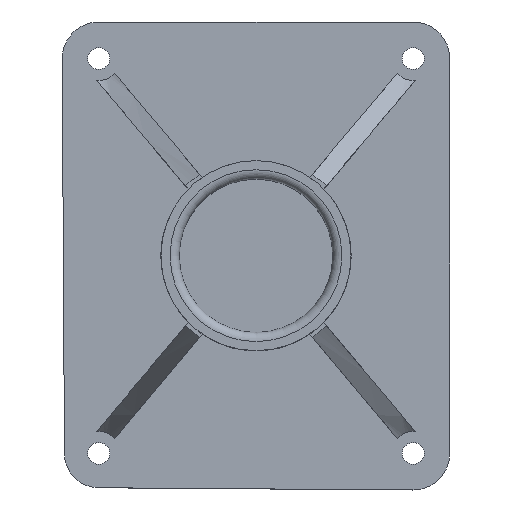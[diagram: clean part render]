
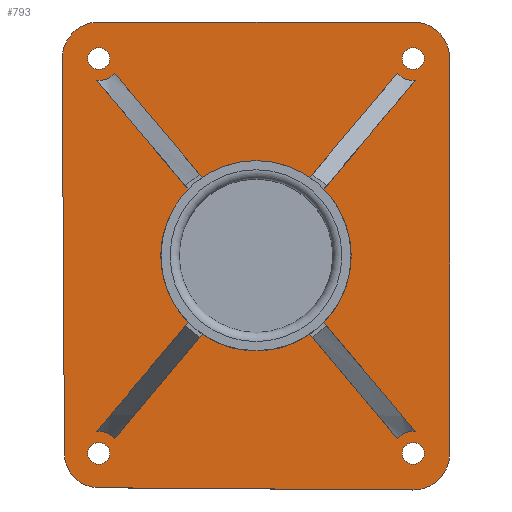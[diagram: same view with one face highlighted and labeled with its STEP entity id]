
A CAD part, top view. The second image highlights one B-rep face of the part: STEP entity #793.
In plain terms, the highlighted planar face has unit normal (0, 0, 1).
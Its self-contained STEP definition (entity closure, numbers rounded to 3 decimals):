
#36=PLANE('',#874);
#50=FACE_BOUND('',#268,.T.);
#51=FACE_BOUND('',#269,.T.);
#52=FACE_BOUND('',#270,.T.);
#53=FACE_BOUND('',#271,.T.);
#54=FACE_BOUND('',#272,.T.);
#74=LINE('',#1330,#132);
#79=LINE('',#1357,#137);
#84=LINE('',#1383,#142);
#89=LINE('',#1410,#147);
#95=LINE('',#1423,#153);
#102=LINE('',#1449,#160);
#103=LINE('',#1456,#161);
#104=LINE('',#1460,#162);
#105=LINE('',#1464,#163);
#106=LINE('',#1467,#164);
#107=LINE('',#1468,#165);
#108=LINE('',#1469,#166);
#132=VECTOR('',#944,10.);
#137=VECTOR('',#961,10.);
#142=VECTOR('',#978,10.);
#147=VECTOR('',#995,10.);
#153=VECTOR('',#1007,10.);
#160=VECTOR('',#1038,10.);
#161=VECTOR('',#1045,10.);
#162=VECTOR('',#1048,10.);
#163=VECTOR('',#1051,10.);
#164=VECTOR('',#1054,10.);
#165=VECTOR('',#1055,10.);
#166=VECTOR('',#1056,10.);
#223=FACE_OUTER_BOUND('',#267,.T.);
#267=EDGE_LOOP('',(#662,#663,#664,#665,#666,#667,#668,#669));
#268=EDGE_LOOP('',(#670,#671,#672,#673,#674,#675,#676,#677,#678,#679,#680,
#681,#682,#683,#684,#685,#686));
#269=EDGE_LOOP('',(#687));
#270=EDGE_LOOP('',(#688));
#271=EDGE_LOOP('',(#689));
#272=EDGE_LOOP('',(#690));
#302=CIRCLE('',#841,6.);
#305=CIRCLE('',#847,6.);
#308=CIRCLE('',#853,6.);
#311=CIRCLE('',#859,6.);
#313=CIRCLE('',#864,26.);
#315=CIRCLE('',#866,26.);
#316=CIRCLE('',#867,26.);
#318=CIRCLE('',#869,26.);
#320=CIRCLE('',#871,26.);
#321=CIRCLE('',#875,10.);
#322=CIRCLE('',#876,9.396);
#323=CIRCLE('',#877,10.);
#324=CIRCLE('',#878,10.);
#325=CIRCLE('',#879,3.);
#326=CIRCLE('',#880,3.);
#327=CIRCLE('',#881,3.);
#328=CIRCLE('',#882,3.);
#355=VERTEX_POINT('',#1327);
#356=VERTEX_POINT('',#1329);
#358=VERTEX_POINT('',#1335);
#363=VERTEX_POINT('',#1354);
#364=VERTEX_POINT('',#1356);
#366=VERTEX_POINT('',#1362);
#371=VERTEX_POINT('',#1380);
#372=VERTEX_POINT('',#1382);
#374=VERTEX_POINT('',#1388);
#379=VERTEX_POINT('',#1407);
#380=VERTEX_POINT('',#1409);
#382=VERTEX_POINT('',#1415);
#384=VERTEX_POINT('',#1421);
#385=VERTEX_POINT('',#1428);
#386=VERTEX_POINT('',#1430);
#388=VERTEX_POINT('',#1436);
#390=VERTEX_POINT('',#1441);
#392=VERTEX_POINT('',#1452);
#393=VERTEX_POINT('',#1453);
#394=VERTEX_POINT('',#1455);
#395=VERTEX_POINT('',#1457);
#396=VERTEX_POINT('',#1459);
#397=VERTEX_POINT('',#1461);
#398=VERTEX_POINT('',#1463);
#399=VERTEX_POINT('',#1465);
#400=VERTEX_POINT('',#1470);
#401=VERTEX_POINT('',#1472);
#402=VERTEX_POINT('',#1474);
#403=VERTEX_POINT('',#1476);
#440=EDGE_CURVE('',#356,#355,#74,.T.);
#444=EDGE_CURVE('',#355,#358,#302,.T.);
#450=EDGE_CURVE('',#364,#363,#79,.T.);
#454=EDGE_CURVE('',#363,#366,#305,.T.);
#460=EDGE_CURVE('',#372,#371,#84,.T.);
#464=EDGE_CURVE('',#371,#374,#308,.T.);
#470=EDGE_CURVE('',#380,#379,#89,.T.);
#474=EDGE_CURVE('',#379,#382,#311,.T.);
#477=EDGE_CURVE('',#358,#384,#95,.T.);
#481=EDGE_CURVE('',#386,#385,#313,.T.);
#484=EDGE_CURVE('',#384,#364,#315,.T.);
#485=EDGE_CURVE('',#388,#356,#316,.T.);
#488=EDGE_CURVE('',#390,#380,#318,.T.);
#491=EDGE_CURVE('',#385,#372,#320,.T.);
#493=EDGE_CURVE('',#366,#386,#102,.T.);
#494=EDGE_CURVE('',#392,#393,#321,.T.);
#495=EDGE_CURVE('',#393,#394,#103,.T.);
#496=EDGE_CURVE('',#394,#395,#322,.T.);
#497=EDGE_CURVE('',#395,#396,#104,.T.);
#498=EDGE_CURVE('',#396,#397,#323,.T.);
#499=EDGE_CURVE('',#397,#398,#105,.T.);
#500=EDGE_CURVE('',#398,#399,#324,.T.);
#501=EDGE_CURVE('',#399,#392,#106,.T.);
#502=EDGE_CURVE('',#374,#390,#107,.T.);
#503=EDGE_CURVE('',#382,#388,#108,.T.);
#504=EDGE_CURVE('',#400,#400,#325,.T.);
#505=EDGE_CURVE('',#401,#401,#326,.T.);
#506=EDGE_CURVE('',#402,#402,#327,.T.);
#507=EDGE_CURVE('',#403,#403,#328,.T.);
#662=ORIENTED_EDGE('',*,*,#494,.T.);
#663=ORIENTED_EDGE('',*,*,#495,.T.);
#664=ORIENTED_EDGE('',*,*,#496,.T.);
#665=ORIENTED_EDGE('',*,*,#497,.T.);
#666=ORIENTED_EDGE('',*,*,#498,.T.);
#667=ORIENTED_EDGE('',*,*,#499,.T.);
#668=ORIENTED_EDGE('',*,*,#500,.T.);
#669=ORIENTED_EDGE('',*,*,#501,.T.);
#670=ORIENTED_EDGE('',*,*,#477,.T.);
#671=ORIENTED_EDGE('',*,*,#484,.T.);
#672=ORIENTED_EDGE('',*,*,#450,.T.);
#673=ORIENTED_EDGE('',*,*,#454,.T.);
#674=ORIENTED_EDGE('',*,*,#493,.T.);
#675=ORIENTED_EDGE('',*,*,#481,.T.);
#676=ORIENTED_EDGE('',*,*,#491,.T.);
#677=ORIENTED_EDGE('',*,*,#460,.T.);
#678=ORIENTED_EDGE('',*,*,#464,.T.);
#679=ORIENTED_EDGE('',*,*,#502,.T.);
#680=ORIENTED_EDGE('',*,*,#488,.T.);
#681=ORIENTED_EDGE('',*,*,#470,.T.);
#682=ORIENTED_EDGE('',*,*,#474,.T.);
#683=ORIENTED_EDGE('',*,*,#503,.T.);
#684=ORIENTED_EDGE('',*,*,#485,.T.);
#685=ORIENTED_EDGE('',*,*,#440,.T.);
#686=ORIENTED_EDGE('',*,*,#444,.T.);
#687=ORIENTED_EDGE('',*,*,#504,.T.);
#688=ORIENTED_EDGE('',*,*,#505,.T.);
#689=ORIENTED_EDGE('',*,*,#506,.T.);
#690=ORIENTED_EDGE('',*,*,#507,.T.);
#793=ADVANCED_FACE('',(#223,#50,#51,#52,#53,#54),#36,.T.);
#841=AXIS2_PLACEMENT_3D('',#1337,#950,#951);
#847=AXIS2_PLACEMENT_3D('',#1364,#967,#968);
#853=AXIS2_PLACEMENT_3D('',#1390,#984,#985);
#859=AXIS2_PLACEMENT_3D('',#1417,#1001,#1002);
#864=AXIS2_PLACEMENT_3D('',#1431,#1016,#1017);
#866=AXIS2_PLACEMENT_3D('',#1435,#1021,#1022);
#867=AXIS2_PLACEMENT_3D('',#1437,#1023,#1024);
#869=AXIS2_PLACEMENT_3D('',#1442,#1028,#1029);
#871=AXIS2_PLACEMENT_3D('',#1446,#1033,#1034);
#874=AXIS2_PLACEMENT_3D('',#1451,#1041,#1042);
#875=AXIS2_PLACEMENT_3D('',#1454,#1043,#1044);
#876=AXIS2_PLACEMENT_3D('',#1458,#1046,#1047);
#877=AXIS2_PLACEMENT_3D('',#1462,#1049,#1050);
#878=AXIS2_PLACEMENT_3D('',#1466,#1052,#1053);
#879=AXIS2_PLACEMENT_3D('',#1471,#1057,#1058);
#880=AXIS2_PLACEMENT_3D('',#1473,#1059,#1060);
#881=AXIS2_PLACEMENT_3D('',#1475,#1061,#1062);
#882=AXIS2_PLACEMENT_3D('',#1477,#1063,#1064);
#944=DIRECTION('',(-0.643,0.766,0.));
#950=DIRECTION('center_axis',(0.,0.,1.));
#951=DIRECTION('ref_axis',(-0.094,-0.996,0.));
#961=DIRECTION('',(0.643,0.766,0.));
#967=DIRECTION('center_axis',(0.,0.,1.));
#968=DIRECTION('ref_axis',(-0.731,-0.682,0.));
#978=DIRECTION('',(0.643,-0.766,0.));
#984=DIRECTION('center_axis',(0.,0.,1.));
#985=DIRECTION('ref_axis',(0.094,0.996,0.));
#995=DIRECTION('',(-0.643,-0.766,0.));
#1001=DIRECTION('center_axis',(0.,0.,1.));
#1002=DIRECTION('ref_axis',(0.731,0.682,0.));
#1007=DIRECTION('',(0.643,-0.766,0.));
#1016=DIRECTION('center_axis',(0.,0.,-1.));
#1017=DIRECTION('ref_axis',(-1.,0.,0.));
#1021=DIRECTION('center_axis',(0.,0.,-1.));
#1022=DIRECTION('ref_axis',(-1.,0.,0.));
#1023=DIRECTION('center_axis',(0.,0.,-1.));
#1024=DIRECTION('ref_axis',(-1.,0.,0.));
#1028=DIRECTION('center_axis',(0.,0.,-1.));
#1029=DIRECTION('ref_axis',(-1.,0.,0.));
#1033=DIRECTION('center_axis',(0.,0.,-1.));
#1034=DIRECTION('ref_axis',(-1.,0.,0.));
#1038=DIRECTION('',(-0.643,-0.766,0.));
#1041=DIRECTION('center_axis',(0.,0.,1.));
#1042=DIRECTION('ref_axis',(1.,0.,0.));
#1043=DIRECTION('center_axis',(0.,0.,1.));
#1044=DIRECTION('ref_axis',(0.,1.,0.));
#1045=DIRECTION('',(0.006,-1.,0.));
#1046=DIRECTION('center_axis',(0.,0.,1.));
#1047=DIRECTION('ref_axis',(-1.,-0.006,0.));
#1048=DIRECTION('',(1.,-0.007,0.));
#1049=DIRECTION('center_axis',(0.,0.,1.));
#1050=DIRECTION('ref_axis',(-0.007,-1.,0.));
#1051=DIRECTION('',(0.,1.,0.));
#1052=DIRECTION('center_axis',(0.,0.,1.));
#1053=DIRECTION('ref_axis',(1.,0.,0.));
#1054=DIRECTION('',(-1.,0.,0.));
#1055=DIRECTION('',(-0.643,0.766,0.));
#1056=DIRECTION('',(0.643,0.766,0.));
#1057=DIRECTION('center_axis',(0.,0.,-1.));
#1058=DIRECTION('ref_axis',(1.,0.,0.));
#1059=DIRECTION('center_axis',(0.,0.,-1.));
#1060=DIRECTION('ref_axis',(1.,0.,0.));
#1061=DIRECTION('center_axis',(0.,0.,-1.));
#1062=DIRECTION('ref_axis',(1.,0.,0.));
#1063=DIRECTION('center_axis',(0.,0.,-1.));
#1064=DIRECTION('ref_axis',(1.,0.,0.));
#1327=CARTESIAN_POINT('',(-43.562,48.026,5.));
#1329=CARTESIAN_POINT('',(-18.55,18.218,5.));
#1330=CARTESIAN_POINT('',(-22.739,23.21,5.));
#1335=CARTESIAN_POINT('',(-38.613,49.907,5.));
#1337=CARTESIAN_POINT('Origin',(-43.,54.,5.));
#1354=CARTESIAN_POINT('',(38.613,49.907,5.));
#1356=CARTESIAN_POINT('',(14.72,21.432,5.));
#1357=CARTESIAN_POINT('',(18.349,25.757,5.));
#1362=CARTESIAN_POINT('',(43.562,48.026,5.));
#1364=CARTESIAN_POINT('Origin',(43.,54.,5.));
#1380=CARTESIAN_POINT('',(43.562,-48.026,5.));
#1382=CARTESIAN_POINT('',(18.55,-18.218,5.));
#1383=CARTESIAN_POINT('',(22.739,-23.21,5.));
#1388=CARTESIAN_POINT('',(38.613,-49.907,5.));
#1390=CARTESIAN_POINT('Origin',(43.,-54.,5.));
#1407=CARTESIAN_POINT('',(-38.613,-49.907,5.));
#1409=CARTESIAN_POINT('',(-14.72,-21.432,5.));
#1410=CARTESIAN_POINT('',(-18.349,-25.757,5.));
#1415=CARTESIAN_POINT('',(-43.562,-48.026,5.));
#1417=CARTESIAN_POINT('Origin',(-43.,-54.,5.));
#1421=CARTESIAN_POINT('',(-14.72,21.432,5.));
#1423=CARTESIAN_POINT('',(-6.402,11.519,5.));
#1428=CARTESIAN_POINT('',(26.,0.,5.));
#1430=CARTESIAN_POINT('',(18.55,18.218,5.));
#1431=CARTESIAN_POINT('Origin',(0.,0.,5.));
#1435=CARTESIAN_POINT('Origin',(0.,0.,5.));
#1436=CARTESIAN_POINT('',(-18.55,-18.218,5.));
#1437=CARTESIAN_POINT('Origin',(0.,0.,5.));
#1441=CARTESIAN_POINT('',(14.72,-21.432,5.));
#1442=CARTESIAN_POINT('Origin',(0.,0.,5.));
#1446=CARTESIAN_POINT('Origin',(0.,0.,5.));
#1449=CARTESIAN_POINT('',(10.233,8.305,5.));
#1451=CARTESIAN_POINT('Origin',(0.,0.,5.));
#1452=CARTESIAN_POINT('',(-43.,64.,5.));
#1453=CARTESIAN_POINT('',(-53.,53.944,5.));
#1454=CARTESIAN_POINT('Origin',(-43.,54.,5.));
#1455=CARTESIAN_POINT('',(-52.396,-54.053,5.));
#1456=CARTESIAN_POINT('',(-53.,53.944,5.));
#1457=CARTESIAN_POINT('',(-43.066,-63.396,5.));
#1458=CARTESIAN_POINT('Origin',(-43.,-54.,5.));
#1459=CARTESIAN_POINT('',(42.93,-64.,5.));
#1460=CARTESIAN_POINT('',(-43.066,-63.396,5.));
#1461=CARTESIAN_POINT('',(53.,-54.,5.));
#1462=CARTESIAN_POINT('Origin',(43.,-54.,5.));
#1463=CARTESIAN_POINT('',(53.,54.,5.));
#1464=CARTESIAN_POINT('',(53.,-54.,5.));
#1465=CARTESIAN_POINT('',(43.,64.,5.));
#1466=CARTESIAN_POINT('Origin',(43.,54.,5.));
#1467=CARTESIAN_POINT('',(-43.,64.,5.));
#1468=CARTESIAN_POINT('',(6.402,-11.519,5.));
#1469=CARTESIAN_POINT('',(-10.233,-8.305,5.));
#1470=CARTESIAN_POINT('',(-46.,-54.,5.));
#1471=CARTESIAN_POINT('Origin',(-43.,-54.,5.));
#1472=CARTESIAN_POINT('',(-46.,54.,5.));
#1473=CARTESIAN_POINT('Origin',(-43.,54.,5.));
#1474=CARTESIAN_POINT('',(40.,54.,5.));
#1475=CARTESIAN_POINT('Origin',(43.,54.,5.));
#1476=CARTESIAN_POINT('',(40.,-54.,5.));
#1477=CARTESIAN_POINT('Origin',(43.,-54.,5.));
